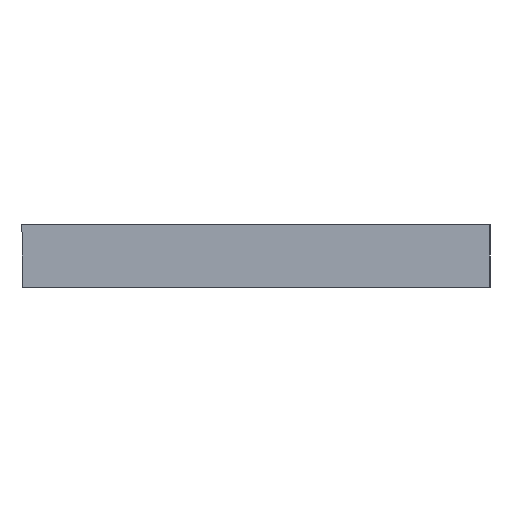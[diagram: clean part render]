
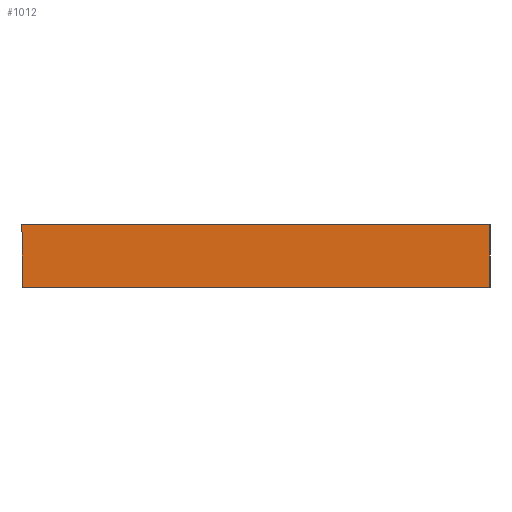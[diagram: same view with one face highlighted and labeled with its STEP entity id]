
A CAD part, left-side view. The second image highlights one B-rep face of the part: STEP entity #1012.
In plain terms, the highlighted planar face has unit normal (-1, 0, 0).
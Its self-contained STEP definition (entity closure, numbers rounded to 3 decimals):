
#15 = EDGE_CURVE ( 'NONE', #341, #707, #662, .T. ) ;
#28 = VERTEX_POINT ( 'NONE', #261 ) ;
#55 = CARTESIAN_POINT ( 'NONE',  ( 0., 0., -4. ) ) ;
#89 = DIRECTION ( 'NONE',  ( 0., -1., 0. ) ) ;
#102 = CARTESIAN_POINT ( 'NONE',  ( 0., 0., -4. ) ) ;
#111 = VERTEX_POINT ( 'NONE', #1051 ) ;
#138 = DIRECTION ( 'NONE',  ( 0., 1., 0. ) ) ;
#195 = CARTESIAN_POINT ( 'NONE',  ( 0., 30., 0. ) ) ;
#261 = CARTESIAN_POINT ( 'NONE',  ( 0., 0., 0. ) ) ;
#297 = EDGE_CURVE ( 'NONE', #707, #111, #1084, .T. ) ;
#315 = DIRECTION ( 'NONE',  ( 0., 0., 1. ) ) ;
#335 = EDGE_CURVE ( 'NONE', #111, #28, #1030, .T. ) ;
#341 = VERTEX_POINT ( 'NONE', #102 ) ;
#357 = CARTESIAN_POINT ( 'NONE',  ( 0., 30., -4. ) ) ;
#369 = ORIENTED_EDGE ( 'NONE', *, *, #1151, .F. ) ;
#371 = LINE ( 'NONE', #372, #389 ) ;
#372 = CARTESIAN_POINT ( 'NONE',  ( 0., 0., 0. ) ) ;
#373 = DIRECTION ( 'NONE',  ( 0., 0., -1. ) ) ;
#389 = VECTOR ( 'NONE', #373, 1000. ) ;
#517 = VECTOR ( 'NONE', #138, 1000. ) ;
#547 = DIRECTION ( 'NONE',  ( 0., 0., -1. ) ) ;
#551 = DIRECTION ( 'NONE',  ( 1., 0., 0. ) ) ;
#557 = CARTESIAN_POINT ( 'NONE',  ( 0., 0., 0. ) ) ;
#578 = PLANE ( 'NONE',  #1189 ) ;
#641 = ORIENTED_EDGE ( 'NONE', *, *, #15, .F. ) ;
#662 = LINE ( 'NONE', #55, #517 ) ;
#707 = VERTEX_POINT ( 'NONE', #896 ) ;
#868 = VECTOR ( 'NONE', #315, 1000. ) ;
#885 = EDGE_LOOP ( 'NONE', ( #1137, #1035, #641, #369 ) ) ;
#896 = CARTESIAN_POINT ( 'NONE',  ( 0., 30., -4. ) ) ;
#962 = FACE_OUTER_BOUND ( 'NONE', #885, .T. ) ;
#985 = VECTOR ( 'NONE', #89, 1000. ) ;
#1012 = ADVANCED_FACE ( 'NONE', ( #962 ), #578, .F. ) ;
#1030 = LINE ( 'NONE', #195, #985 ) ;
#1035 = ORIENTED_EDGE ( 'NONE', *, *, #297, .F. ) ;
#1051 = CARTESIAN_POINT ( 'NONE',  ( 0., 30., 0. ) ) ;
#1084 = LINE ( 'NONE', #357, #868 ) ;
#1137 = ORIENTED_EDGE ( 'NONE', *, *, #335, .F. ) ;
#1151 = EDGE_CURVE ( 'NONE', #28, #341, #371, .T. ) ;
#1189 = AXIS2_PLACEMENT_3D ( 'NONE', #557, #551, #547 ) ;
